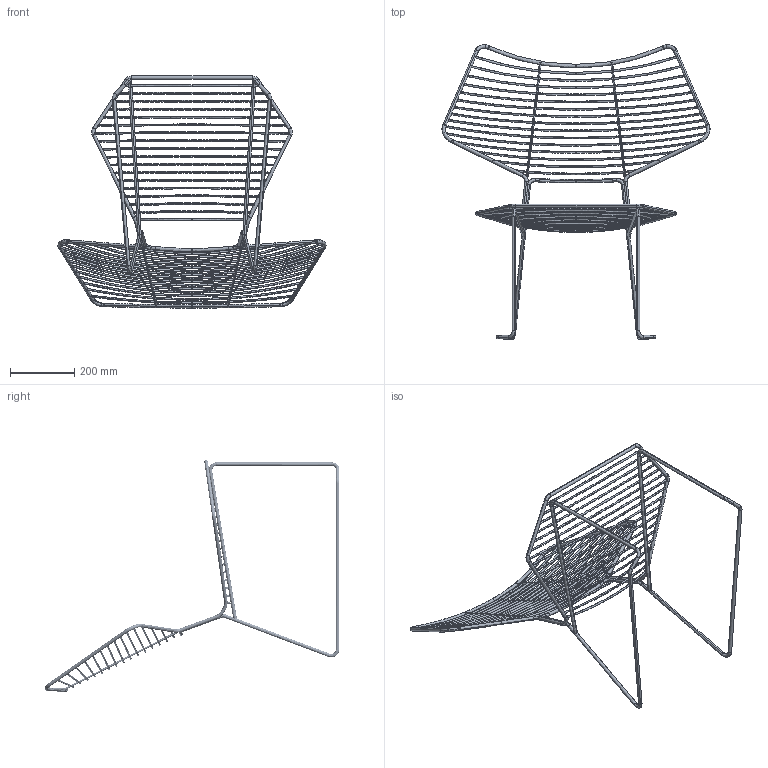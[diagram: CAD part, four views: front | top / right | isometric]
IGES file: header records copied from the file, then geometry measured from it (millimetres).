
Start section: SolidWorks IGES file using analytic representation for surfaces
Global section: file name:ALIENO LOUNGE CHAIR.IGS; native system: SolidWorks 2009; preprocessor: SolidWorks 2009; author: andrea.intermite; date: 090515.140043; units: millimetre
Bounding box: 836.05 x 918.28 x 724.1 mm (x, y, z)
Surface area: 649381.3 mm2 (no closed solid volume)
Topology: 0 solids, 0 shells, 258 faces, 6836 edges, 6833 vertices
Faces by surface type: bspline 214, revolution 44
